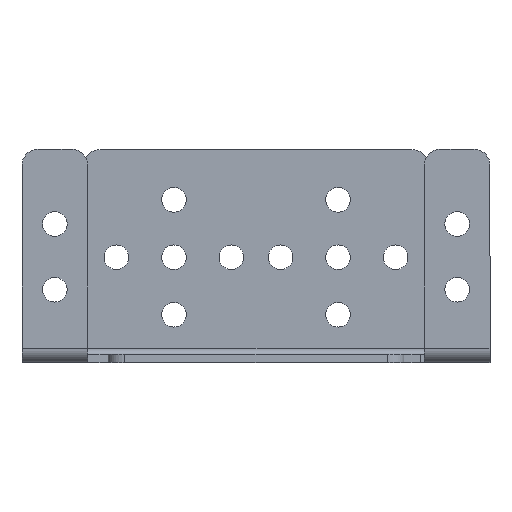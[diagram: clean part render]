
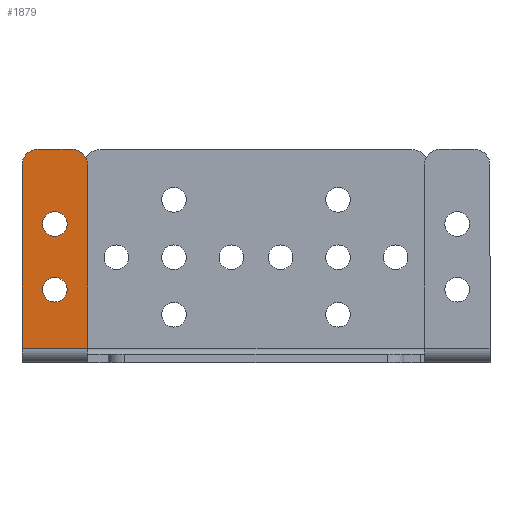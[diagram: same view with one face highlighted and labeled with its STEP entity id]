
A CAD part, top view. The second image highlights one B-rep face of the part: STEP entity #1879.
In plain terms, the highlighted planar face has unit normal (0, 0, 1).
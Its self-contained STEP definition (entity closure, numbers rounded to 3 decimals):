
#29 = FACE_BOUND ( 'NONE', #663, .T. ) ;
#60 = CARTESIAN_POINT ( 'NONE',  ( -22.5, 24., 8.862 ) ) ;
#81 = CARTESIAN_POINT ( 'NONE',  ( -20.5, 24., 8.862 ) ) ;
#93 = CIRCLE ( 'NONE', #3492, 1.5 ) ;
#105 = ORIENTED_EDGE ( 'NONE', *, *, #1255, .F. ) ;
#115 = EDGE_LOOP ( 'NONE', ( #199, #1617 ) ) ;
#199 = ORIENTED_EDGE ( 'NONE', *, *, #2688, .F. ) ;
#214 = VERTEX_POINT ( 'NONE', #797 ) ;
#252 = VERTEX_POINT ( 'NONE', #2351 ) ;
#258 = ORIENTED_EDGE ( 'NONE', *, *, #3580, .F. ) ;
#308 = DIRECTION ( 'NONE',  ( 0., -1., 0. ) ) ;
#344 = AXIS2_PLACEMENT_3D ( 'NONE', #444, #2017, #3858 ) ;
#356 = CARTESIAN_POINT ( 'NONE',  ( -23., 8.868, 8.862 ) ) ;
#426 = VERTEX_POINT ( 'NONE', #1249 ) ;
#433 = DIRECTION ( 'NONE',  ( 0., 0., 1. ) ) ;
#444 = CARTESIAN_POINT ( 'NONE',  ( -26.5, 24., 8.862 ) ) ;
#535 = EDGE_CURVE ( 'NONE', #252, #1941, #1694, .T. ) ;
#631 = ORIENTED_EDGE ( 'NONE', *, *, #3942, .T. ) ;
#663 = EDGE_LOOP ( 'NONE', ( #2506, #105 ) ) ;
#677 = DIRECTION ( 'NONE',  ( -1., 0., 0. ) ) ;
#716 = DIRECTION ( 'NONE',  ( 0., 0., 1. ) ) ;
#748 = CARTESIAN_POINT ( 'NONE',  ( -28.5, 24., 8.862 ) ) ;
#774 = CARTESIAN_POINT ( 'NONE',  ( -24.5, 8.868, 8.862 ) ) ;
#797 = CARTESIAN_POINT ( 'NONE',  ( -28.5, 1.737, 8.862 ) ) ;
#853 = VECTOR ( 'NONE', #308, 1000. ) ;
#913 = CARTESIAN_POINT ( 'NONE',  ( -23., 16.868, 8.862 ) ) ;
#924 = PLANE ( 'NONE',  #1760 ) ;
#1002 = DIRECTION ( 'NONE',  ( 0., 0., 1. ) ) ;
#1021 = CARTESIAN_POINT ( 'NONE',  ( -24.5, 16.868, 8.862 ) ) ;
#1177 = VERTEX_POINT ( 'NONE', #4036 ) ;
#1197 = ORIENTED_EDGE ( 'NONE', *, *, #1855, .T. ) ;
#1221 = EDGE_CURVE ( 'NONE', #426, #3053, #1715, .T. ) ;
#1224 = DIRECTION ( 'NONE',  ( 0., 1., 0. ) ) ;
#1249 = CARTESIAN_POINT ( 'NONE',  ( -26.5, 26., 8.862 ) ) ;
#1255 = EDGE_CURVE ( 'NONE', #1177, #3701, #3674, .T. ) ;
#1481 = ORIENTED_EDGE ( 'NONE', *, *, #1221, .T. ) ;
#1527 = VERTEX_POINT ( 'NONE', #2830 ) ;
#1579 = AXIS2_PLACEMENT_3D ( 'NONE', #60, #1002, #3497 ) ;
#1581 = CARTESIAN_POINT ( 'NONE',  ( 0., 0., 8.862 ) ) ;
#1617 = ORIENTED_EDGE ( 'NONE', *, *, #535, .F. ) ;
#1694 = CIRCLE ( 'NONE', #2218, 1.5 ) ;
#1715 = CIRCLE ( 'NONE', #344, 2. ) ;
#1760 = AXIS2_PLACEMENT_3D ( 'NONE', #1581, #2145, #1892 ) ;
#1855 = EDGE_CURVE ( 'NONE', #3053, #214, #2733, .T. ) ;
#1879 = ADVANCED_FACE ( 'NONE', ( #3065, #29, #3706 ), #924, .F. ) ;
#1892 = DIRECTION ( 'NONE',  ( -1., 0., 0. ) ) ;
#1919 = AXIS2_PLACEMENT_3D ( 'NONE', #2266, #2914, #3839 ) ;
#1941 = VERTEX_POINT ( 'NONE', #356 ) ;
#2017 = DIRECTION ( 'NONE',  ( 0., 0., 1. ) ) ;
#2067 = EDGE_LOOP ( 'NONE', ( #2930, #631, #3708, #1481, #1197, #258 ) ) ;
#2145 = DIRECTION ( 'NONE',  ( 0., 0., -1. ) ) ;
#2218 = AXIS2_PLACEMENT_3D ( 'NONE', #774, #433, #3244 ) ;
#2266 = CARTESIAN_POINT ( 'NONE',  ( -24.5, 16.868, 8.862 ) ) ;
#2351 = CARTESIAN_POINT ( 'NONE',  ( -26., 8.868, 8.862 ) ) ;
#2435 = CARTESIAN_POINT ( 'NONE',  ( -28.5, 0., 8.862 ) ) ;
#2489 = CARTESIAN_POINT ( 'NONE',  ( -20.5, 0., 8.862 ) ) ;
#2506 = ORIENTED_EDGE ( 'NONE', *, *, #3833, .F. ) ;
#2531 = CARTESIAN_POINT ( 'NONE',  ( -24.5, 8.868, 8.862 ) ) ;
#2550 = DIRECTION ( 'NONE',  ( 1., 0., 0. ) ) ;
#2557 = EDGE_CURVE ( 'NONE', #3384, #2709, #2791, .T. ) ;
#2688 = EDGE_CURVE ( 'NONE', #1941, #252, #93, .T. ) ;
#2709 = VERTEX_POINT ( 'NONE', #81 ) ;
#2733 = LINE ( 'NONE', #2435, #853 ) ;
#2736 = VECTOR ( 'NONE', #3001, 1000. ) ;
#2791 = LINE ( 'NONE', #2489, #3682 ) ;
#2813 = CIRCLE ( 'NONE', #3985, 1.5 ) ;
#2814 = CARTESIAN_POINT ( 'NONE',  ( 0., 26., 8.862 ) ) ;
#2830 = CARTESIAN_POINT ( 'NONE',  ( -22.5, 26., 8.862 ) ) ;
#2876 = LINE ( 'NONE', #2814, #3596 ) ;
#2914 = DIRECTION ( 'NONE',  ( 0., 0., 1. ) ) ;
#2930 = ORIENTED_EDGE ( 'NONE', *, *, #2557, .T. ) ;
#2942 = CIRCLE ( 'NONE', #1579, 2. ) ;
#2980 = LINE ( 'NONE', #3902, #2736 ) ;
#3001 = DIRECTION ( 'NONE',  ( -1., 0., 0. ) ) ;
#3053 = VERTEX_POINT ( 'NONE', #748 ) ;
#3065 = FACE_BOUND ( 'NONE', #115, .T. ) ;
#3244 = DIRECTION ( 'NONE',  ( 1., 0., 0. ) ) ;
#3384 = VERTEX_POINT ( 'NONE', #3392 ) ;
#3392 = CARTESIAN_POINT ( 'NONE',  ( -20.5, 1.737, 8.862 ) ) ;
#3412 = DIRECTION ( 'NONE',  ( 0., 0., 1. ) ) ;
#3492 = AXIS2_PLACEMENT_3D ( 'NONE', #2531, #3412, #3784 ) ;
#3497 = DIRECTION ( 'NONE',  ( -1., 0., 0. ) ) ;
#3580 = EDGE_CURVE ( 'NONE', #3384, #214, #2980, .T. ) ;
#3596 = VECTOR ( 'NONE', #677, 1000. ) ;
#3674 = CIRCLE ( 'NONE', #1919, 1.5 ) ;
#3682 = VECTOR ( 'NONE', #1224, 1000. ) ;
#3701 = VERTEX_POINT ( 'NONE', #913 ) ;
#3706 = FACE_OUTER_BOUND ( 'NONE', #2067, .T. ) ;
#3708 = ORIENTED_EDGE ( 'NONE', *, *, #3844, .T. ) ;
#3784 = DIRECTION ( 'NONE',  ( 1., 0., 0. ) ) ;
#3833 = EDGE_CURVE ( 'NONE', #3701, #1177, #2813, .T. ) ;
#3839 = DIRECTION ( 'NONE',  ( 1., 0., 0. ) ) ;
#3844 = EDGE_CURVE ( 'NONE', #1527, #426, #2876, .T. ) ;
#3858 = DIRECTION ( 'NONE',  ( -1., 0., 0. ) ) ;
#3902 = CARTESIAN_POINT ( 'NONE',  ( -28.5, 1.737, 8.862 ) ) ;
#3942 = EDGE_CURVE ( 'NONE', #2709, #1527, #2942, .T. ) ;
#3985 = AXIS2_PLACEMENT_3D ( 'NONE', #1021, #716, #2550 ) ;
#4036 = CARTESIAN_POINT ( 'NONE',  ( -26., 16.868, 8.862 ) ) ;
